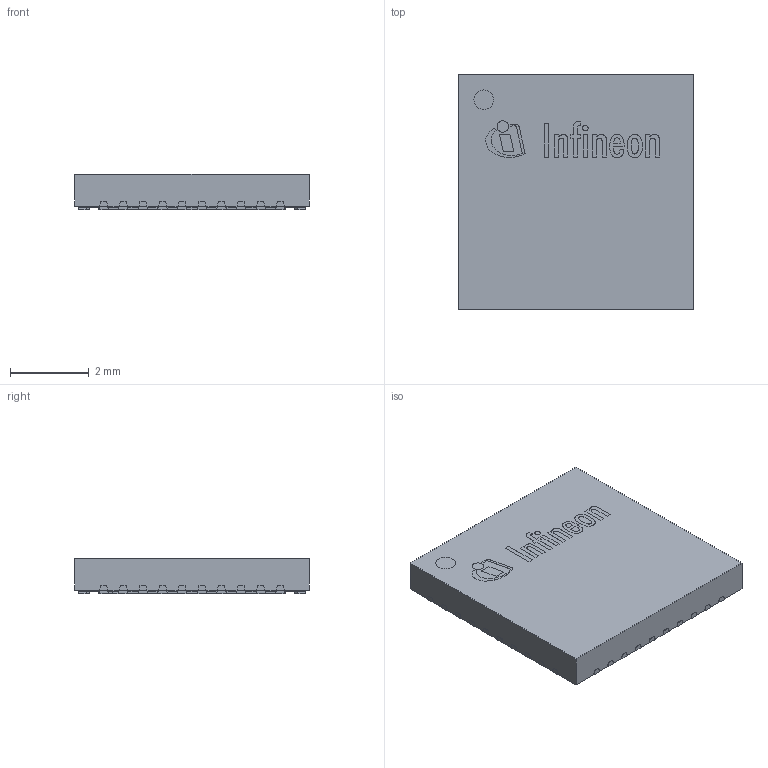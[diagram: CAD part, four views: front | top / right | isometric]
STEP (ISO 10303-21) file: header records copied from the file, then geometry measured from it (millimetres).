
FILE_DESCRIPTION(/* description */ (''),/* implementation_level */ '2;1');
FILE_NAME(/* name */ 'PG-VQFN-40-29_002-31758_V0A_3D.stp',/* time_stamp */ '2025-11-14T11:28:02+05:30',/* author */ ('sivamani'),/* organization */ (''),/* preprocessor_version */ 'ST-DEVELOPER v19.2',/* originating_system */ 'AutoCAD Mechanical',/* authorisation */ '');
FILE_SCHEMA (('AUTOMOTIVE_DESIGN { 1 0 10303 214 3 1 1 }'));
Length unit declared in the file: millimetre
Products named in the file (1): Product
Bounding box: 6 x 6 x 0.9 mm (x, y, z)
Volume: 31.5 mm3; surface area: 161.4 mm2
Topology: 55 solids, 55 shells, 727 faces, 1845 edges, 1230 vertices
Faces by surface type: plane 613, cylinder 96, bspline 18
Full cylindrical faces by diameter (mm): 0.14 x1, 0.288 x1, 0.5 x2
Entity records: 21994 total; most frequent: CARTESIAN_POINT 4173, ORIENTED_EDGE 3690, DIRECTION 3565, EDGE_CURVE 1845, LINE 1473, VECTOR 1473, VERTEX_POINT 1230, AXIS2_PLACEMENT_3D 1046
